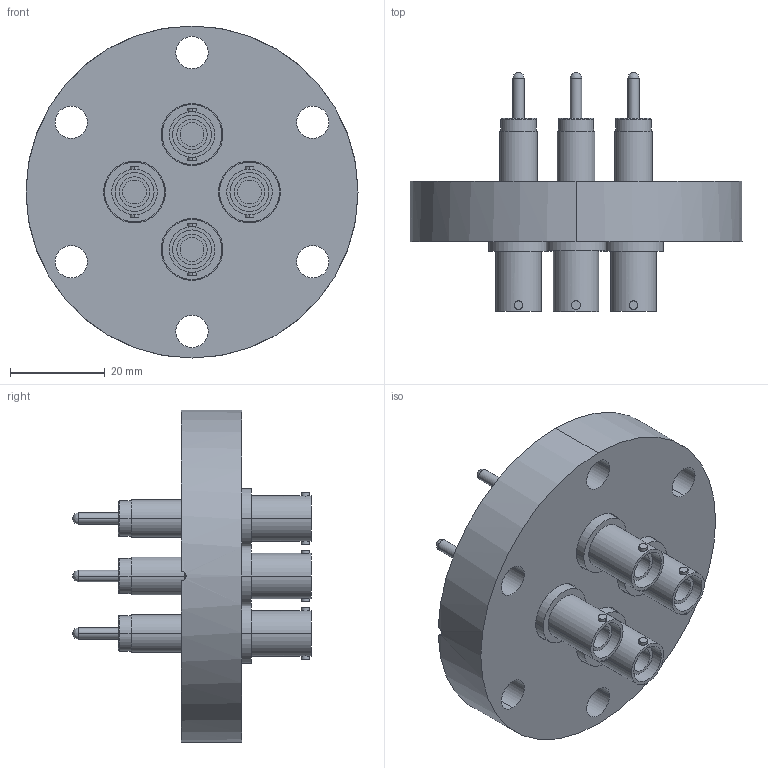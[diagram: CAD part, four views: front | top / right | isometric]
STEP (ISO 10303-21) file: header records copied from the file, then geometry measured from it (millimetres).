
FILE_DESCRIPTION (( 'STEP AP214' ), '1' );
FILE_NAME ('241-SHVE-C40-4.STEP', '2025-03-11T15:23:19', ( '' ), ( '' ), 'SwSTEP 2.0', 'SolidWorks 2022', '' );
FILE_SCHEMA (( 'AUTOMOTIVE_DESIGN' ));
Length unit declared in the file: millimetre
Products named in the file (3): 241-SHVE; 9411-C40-12.6-4_411-CB40; 241-SHVE-C40-4
Assembly tree (5 placements, depth 2):
  241-SHVE-C40-4
    9411-C40-12.6-4_411-CB40
    241-SHVE  x4
Bounding box: 69.9 x 50.3 x 69.9 mm (x, y, z)
Volume: 37761.2 mm3; surface area: 23032.9 mm2
Topology: 1 solids, 9 shells, 194 faces, 420 edges, 268 vertices
Faces by surface type: cylinder 122, plane 52, torus 8, bspline 8, cone 4
Entity records: 2721 total; most frequent: CARTESIAN_POINT 564, DIRECTION 478, ORIENTED_EDGE 374, AXIS2_PLACEMENT_3D 208, EDGE_CURVE 188, VERTEX_POINT 124, CIRCLE 118, EDGE_LOOP 117
